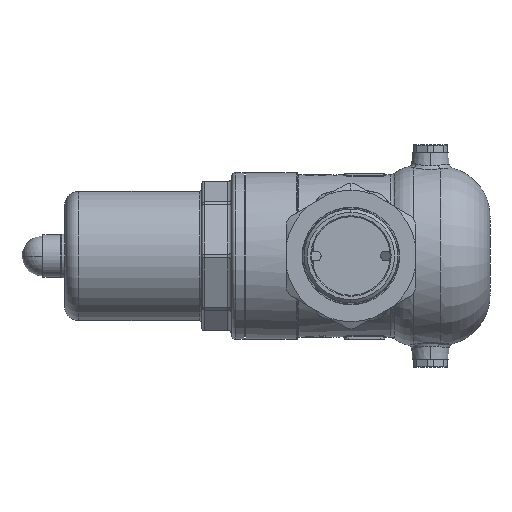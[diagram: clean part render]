
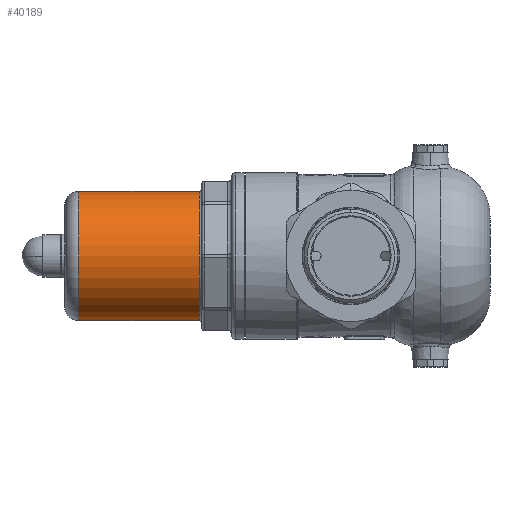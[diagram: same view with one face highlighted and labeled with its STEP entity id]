
A CAD part, left-side view. The second image highlights one B-rep face of the part: STEP entity #40189.
In plain terms, the highlighted cylindrical face has radius 32.5 mm (diameter 65 mm), a partial arc.
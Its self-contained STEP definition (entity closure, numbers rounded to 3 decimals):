
#1281 = EDGE_CURVE ( 'NONE', #35634, #35876, #39033, .T. ) ;
#1334 = EDGE_CURVE ( 'NONE', #35634, #35688, #18386, .T. ) ;
#1335 = EDGE_CURVE ( 'NONE', #35876, #35516, #18391, .T. ) ;
#1445 = EDGE_CURVE ( 'NONE', #35688, #35516, #38906, .T. ) ;
#4704 = CARTESIAN_POINT ( 'NONE',  ( 0., 137., 0. ) ) ;
#4705 = DIRECTION ( 'NONE',  ( 0., 1., 0. ) ) ;
#4706 = DIRECTION ( 'NONE',  ( 0., 0., 1. ) ) ;
#18221 = CARTESIAN_POINT ( 'NONE',  ( 0., 76.2, 0. ) ) ;
#18222 = DIRECTION ( 'NONE',  ( 0., 1., 0. ) ) ;
#18223 = DIRECTION ( 'NONE',  ( 0., 0., 1. ) ) ;
#18375 = CARTESIAN_POINT ( 'NONE',  ( 0., 155.957, -32.5 ) ) ;
#18386 = LINE ( 'NONE', #18375, #38643 ) ;
#18390 = DIRECTION ( 'NONE',  ( 0., 1., 0. ) ) ;
#18391 = LINE ( 'NONE', #18392, #38949 ) ;
#18392 = CARTESIAN_POINT ( 'NONE',  ( 0., 155.957, 32.5 ) ) ;
#18393 = DIRECTION ( 'NONE',  ( 0., 1., 0. ) ) ;
#19325 = ORIENTED_EDGE ( 'NONE', *, *, #1281, .T. ) ;
#20591 = ORIENTED_EDGE ( 'NONE', *, *, #1334, .F. ) ;
#20800 = ORIENTED_EDGE ( 'NONE', *, *, #1445, .F. ) ;
#20826 = ORIENTED_EDGE ( 'NONE', *, *, #1335, .T. ) ;
#20971 = EDGE_LOOP ( 'NONE', ( #20591, #19325, #20826, #20800 ) ) ;
#35516 = VERTEX_POINT ( 'NONE', #35621 ) ;
#35621 = CARTESIAN_POINT ( 'NONE',  ( 0., 137., 32.5 ) ) ;
#35634 = VERTEX_POINT ( 'NONE', #35739 ) ;
#35688 = VERTEX_POINT ( 'NONE', #35793 ) ;
#35739 = CARTESIAN_POINT ( 'NONE',  ( 0., 76.2, -32.5 ) ) ;
#35793 = CARTESIAN_POINT ( 'NONE',  ( 0., 137., -32.5 ) ) ;
#35876 = VERTEX_POINT ( 'NONE', #42161 ) ;
#37870 = FACE_OUTER_BOUND ( 'NONE', #20971, .T. ) ;
#37953 = CYLINDRICAL_SURFACE ( 'NONE', #59877, 32.5 ) ;
#37954 = CARTESIAN_POINT ( 'NONE',  ( 0., 155.957, 0. ) ) ;
#37964 = DIRECTION ( 'NONE',  ( 0., 1., 0. ) ) ;
#37965 = DIRECTION ( 'NONE',  ( 0., 0., 1. ) ) ;
#38643 = VECTOR ( 'NONE', #18390, 1000. ) ;
#38706 = AXIS2_PLACEMENT_3D ( 'NONE', #18221, #18222, #18223 ) ;
#38745 = AXIS2_PLACEMENT_3D ( 'NONE', #4704, #4705, #4706 ) ;
#38906 = CIRCLE ( 'NONE', #38745, 32.5 ) ;
#38949 = VECTOR ( 'NONE', #18393, 1000. ) ;
#39033 = CIRCLE ( 'NONE', #38706, 32.5 ) ;
#40189 = ADVANCED_FACE ( 'NONE', ( #37870 ), #37953, .T. ) ;
#42161 = CARTESIAN_POINT ( 'NONE',  ( 0., 76.2, 32.5 ) ) ;
#59877 = AXIS2_PLACEMENT_3D ( 'NONE', #37954, #37964, #37965 ) ;
